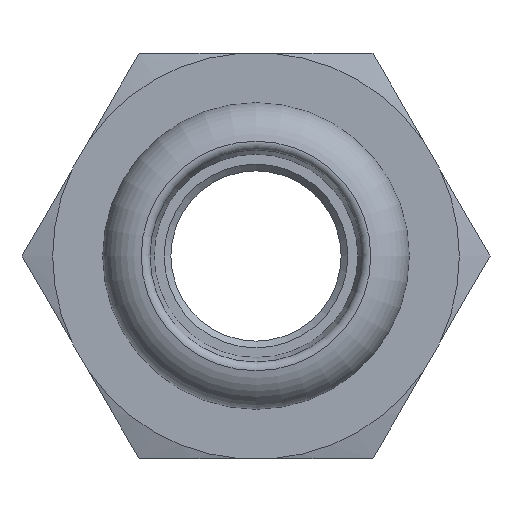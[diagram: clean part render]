
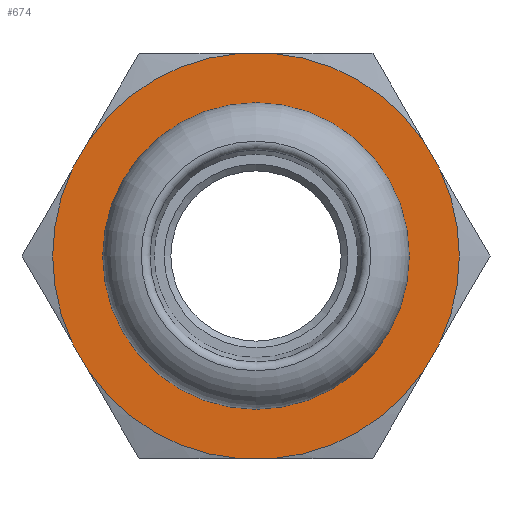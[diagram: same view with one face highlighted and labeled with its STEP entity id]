
A CAD part, front view. The second image highlights one B-rep face of the part: STEP entity #674.
In plain terms, the highlighted planar face has unit normal (0, -1, 0).
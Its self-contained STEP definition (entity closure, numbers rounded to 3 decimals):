
#41=FACE_BOUND('',#127,.T.);
#51=PLANE('',#762);
#86=FACE_OUTER_BOUND('',#126,.T.);
#126=EDGE_LOOP('',(#543,#544,#545,#546,#547,#548,#549,#550,#551,#552,#553,
#554));
#127=EDGE_LOOP('',(#555,#556));
#154=LINE('',#1099,#183);
#157=LINE('',#1121,#186);
#160=LINE('',#1143,#189);
#161=LINE('',#1151,#190);
#165=LINE('',#1175,#194);
#167=LINE('',#1194,#196);
#183=VECTOR('',#885,10.);
#186=VECTOR('',#890,10.);
#189=VECTOR('',#895,10.);
#190=VECTOR('',#898,10.);
#194=VECTOR('',#904,10.);
#196=VECTOR('',#908,10.);
#227=CIRCLE('',#753,15.05);
#228=CIRCLE('',#755,15.05);
#229=CIRCLE('',#757,15.05);
#230=CIRCLE('',#759,15.05);
#231=CIRCLE('',#761,15.05);
#232=CIRCLE('',#763,15.05);
#233=CIRCLE('',#764,9.55);
#234=CIRCLE('',#765,9.55);
#277=VERTEX_POINT('',#1077);
#283=VERTEX_POINT('',#1095);
#284=VERTEX_POINT('',#1101);
#289=VERTEX_POINT('',#1117);
#290=VERTEX_POINT('',#1123);
#295=VERTEX_POINT('',#1139);
#296=VERTEX_POINT('',#1145);
#298=VERTEX_POINT('',#1150);
#304=VERTEX_POINT('',#1170);
#305=VERTEX_POINT('',#1174);
#308=VERTEX_POINT('',#1189);
#309=VERTEX_POINT('',#1193);
#312=VERTEX_POINT('',#1219);
#313=VERTEX_POINT('',#1220);
#362=EDGE_CURVE('',#277,#283,#154,.T.);
#369=EDGE_CURVE('',#284,#289,#157,.T.);
#376=EDGE_CURVE('',#290,#295,#160,.T.);
#378=EDGE_CURVE('',#298,#296,#161,.T.);
#386=EDGE_CURVE('',#305,#304,#165,.T.);
#392=EDGE_CURVE('',#309,#308,#167,.T.);
#397=EDGE_CURVE('',#295,#309,#227,.T.);
#398=EDGE_CURVE('',#289,#290,#228,.T.);
#399=EDGE_CURVE('',#308,#298,#229,.T.);
#400=EDGE_CURVE('',#283,#284,#230,.T.);
#401=EDGE_CURVE('',#296,#305,#231,.T.);
#402=EDGE_CURVE('',#304,#277,#232,.T.);
#403=EDGE_CURVE('',#312,#313,#233,.T.);
#404=EDGE_CURVE('',#313,#312,#234,.T.);
#543=ORIENTED_EDGE('',*,*,#362,.T.);
#544=ORIENTED_EDGE('',*,*,#400,.T.);
#545=ORIENTED_EDGE('',*,*,#369,.T.);
#546=ORIENTED_EDGE('',*,*,#398,.T.);
#547=ORIENTED_EDGE('',*,*,#376,.T.);
#548=ORIENTED_EDGE('',*,*,#397,.T.);
#549=ORIENTED_EDGE('',*,*,#392,.T.);
#550=ORIENTED_EDGE('',*,*,#399,.T.);
#551=ORIENTED_EDGE('',*,*,#378,.T.);
#552=ORIENTED_EDGE('',*,*,#401,.T.);
#553=ORIENTED_EDGE('',*,*,#386,.T.);
#554=ORIENTED_EDGE('',*,*,#402,.T.);
#555=ORIENTED_EDGE('',*,*,#403,.F.);
#556=ORIENTED_EDGE('',*,*,#404,.F.);
#674=ADVANCED_FACE('',(#86,#41),#51,.T.);
#753=AXIS2_PLACEMENT_3D('',#1208,#912,#913);
#755=AXIS2_PLACEMENT_3D('',#1210,#916,#917);
#757=AXIS2_PLACEMENT_3D('',#1212,#920,#921);
#759=AXIS2_PLACEMENT_3D('',#1214,#924,#925);
#761=AXIS2_PLACEMENT_3D('',#1216,#928,#929);
#762=AXIS2_PLACEMENT_3D('',#1217,#930,#931);
#763=AXIS2_PLACEMENT_3D('',#1218,#932,#933);
#764=AXIS2_PLACEMENT_3D('',#1221,#934,#935);
#765=AXIS2_PLACEMENT_3D('',#1222,#936,#937);
#885=DIRECTION('',(-1.,0.,0.));
#890=DIRECTION('',(-0.5,0.,-0.866));
#895=DIRECTION('',(0.5,0.,-0.866));
#898=DIRECTION('',(0.5,0.,0.866));
#904=DIRECTION('',(-0.5,0.,0.866));
#908=DIRECTION('',(1.,0.,0.));
#912=DIRECTION('center_axis',(0.,-1.,0.));
#913=DIRECTION('ref_axis',(1.,0.,0.));
#916=DIRECTION('center_axis',(0.,-1.,0.));
#917=DIRECTION('ref_axis',(1.,0.,0.));
#920=DIRECTION('center_axis',(0.,-1.,0.));
#921=DIRECTION('ref_axis',(1.,0.,0.));
#924=DIRECTION('center_axis',(0.,-1.,0.));
#925=DIRECTION('ref_axis',(1.,0.,0.));
#928=DIRECTION('center_axis',(0.,-1.,0.));
#929=DIRECTION('ref_axis',(1.,0.,0.));
#930=DIRECTION('center_axis',(0.,-1.,0.));
#931=DIRECTION('ref_axis',(0.,0.,-1.));
#932=DIRECTION('center_axis',(0.,-1.,0.));
#933=DIRECTION('ref_axis',(1.,0.,0.));
#934=DIRECTION('center_axis',(0.,-1.,0.));
#935=DIRECTION('ref_axis',(-1.,0.,0.));
#936=DIRECTION('center_axis',(0.,-1.,0.));
#937=DIRECTION('ref_axis',(-1.,0.,0.));
#1077=CARTESIAN_POINT('',(1.226,19.,15.));
#1095=CARTESIAN_POINT('',(-1.226,19.,15.));
#1099=CARTESIAN_POINT('',(-4.33,19.,15.));
#1101=CARTESIAN_POINT('',(-12.377,19.,8.562));
#1117=CARTESIAN_POINT('',(-13.603,19.,6.438));
#1121=CARTESIAN_POINT('',(-16.812,19.,0.881));
#1123=CARTESIAN_POINT('',(-13.603,19.,-6.438));
#1139=CARTESIAN_POINT('',(-12.377,19.,-8.562));
#1143=CARTESIAN_POINT('',(-9.169,19.,-14.119));
#1145=CARTESIAN_POINT('',(13.603,19.,-6.438));
#1150=CARTESIAN_POINT('',(12.377,19.,-8.562));
#1151=CARTESIAN_POINT('',(13.499,19.,-6.619));
#1170=CARTESIAN_POINT('',(12.377,19.,8.562));
#1174=CARTESIAN_POINT('',(13.603,19.,6.438));
#1175=CARTESIAN_POINT('',(12.482,19.,8.381));
#1189=CARTESIAN_POINT('',(1.226,19.,-15.));
#1193=CARTESIAN_POINT('',(-1.226,19.,-15.));
#1194=CARTESIAN_POINT('',(4.33,19.,-15.));
#1208=CARTESIAN_POINT('Origin',(0.,19.,0.));
#1210=CARTESIAN_POINT('Origin',(0.,19.,0.));
#1212=CARTESIAN_POINT('Origin',(0.,19.,0.));
#1214=CARTESIAN_POINT('Origin',(0.,19.,0.));
#1216=CARTESIAN_POINT('Origin',(0.,19.,0.));
#1217=CARTESIAN_POINT('Origin',(0.,19.,-7.65));
#1218=CARTESIAN_POINT('Origin',(0.,19.,0.));
#1219=CARTESIAN_POINT('',(9.55,19.,0.));
#1220=CARTESIAN_POINT('',(0.,19.,9.55));
#1221=CARTESIAN_POINT('Origin',(0.,19.,0.));
#1222=CARTESIAN_POINT('Origin',(0.,19.,0.));
